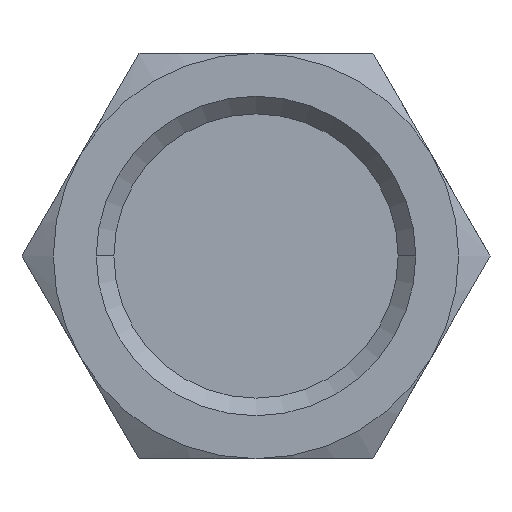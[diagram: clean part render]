
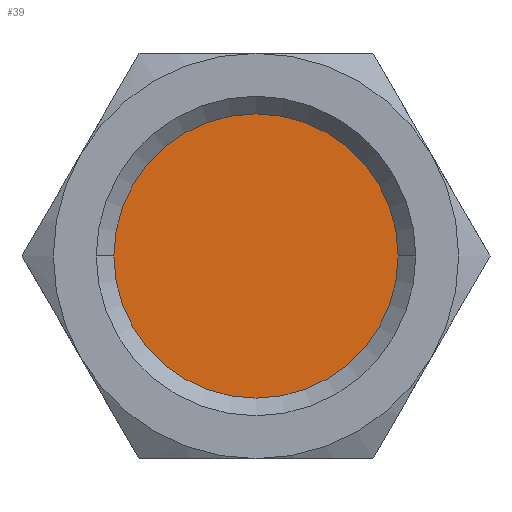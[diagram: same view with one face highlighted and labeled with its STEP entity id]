
A CAD part, front view. The second image highlights one B-rep face of the part: STEP entity #39.
In plain terms, the highlighted planar face has unit normal (0, -1, 0).
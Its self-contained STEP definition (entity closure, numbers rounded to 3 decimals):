
#39 = ADVANCED_FACE ( 'NONE', ( #594 ), #1926, .F. ) ;
#73 = EDGE_CURVE ( 'NONE', #1482, #1535, #1147, .T. ) ;
#82 = EDGE_CURVE ( 'NONE', #1535, #1482, #1164, .T. ) ;
#387 = AXIS2_PLACEMENT_3D ( 'NONE', #1934, #1935, #1936 ) ;
#487 = AXIS2_PLACEMENT_3D ( 'NONE', #1730, #1731, #1732 ) ;
#492 = AXIS2_PLACEMENT_3D ( 'NONE', #1749, #1750, #1751 ) ;
#594 = FACE_OUTER_BOUND ( 'NONE', #1595, .T. ) ;
#741 = CARTESIAN_POINT ( 'NONE',  ( 5.961, 0.739, 0. ) ) ;
#759 = CARTESIAN_POINT ( 'NONE',  ( -5.961, 0.739, 0. ) ) ;
#1147 = CIRCLE ( 'NONE', #487, 5.961 ) ;
#1164 = CIRCLE ( 'NONE', #492, 5.961 ) ;
#1378 = ORIENTED_EDGE ( 'NONE', *, *, #82, .F. ) ;
#1379 = ORIENTED_EDGE ( 'NONE', *, *, #73, .F. ) ;
#1482 = VERTEX_POINT ( 'NONE', #741 ) ;
#1535 = VERTEX_POINT ( 'NONE', #759 ) ;
#1595 = EDGE_LOOP ( 'NONE', ( #1379, #1378 ) ) ;
#1730 = CARTESIAN_POINT ( 'NONE',  ( 0., 0.739, 0. ) ) ;
#1731 = DIRECTION ( 'NONE',  ( 0., 1., 0. ) ) ;
#1732 = DIRECTION ( 'NONE',  ( 0., 0., 1. ) ) ;
#1749 = CARTESIAN_POINT ( 'NONE',  ( 0., 0.739, 0. ) ) ;
#1750 = DIRECTION ( 'NONE',  ( 0., 1., 0. ) ) ;
#1751 = DIRECTION ( 'NONE',  ( 0., 0., 1. ) ) ;
#1926 = PLANE ( 'NONE',  #387 ) ;
#1934 = CARTESIAN_POINT ( 'NONE',  ( 0., 0.739, 0. ) ) ;
#1935 = DIRECTION ( 'NONE',  ( 0., 1., 0. ) ) ;
#1936 = DIRECTION ( 'NONE',  ( 0., 0., 1. ) ) ;
